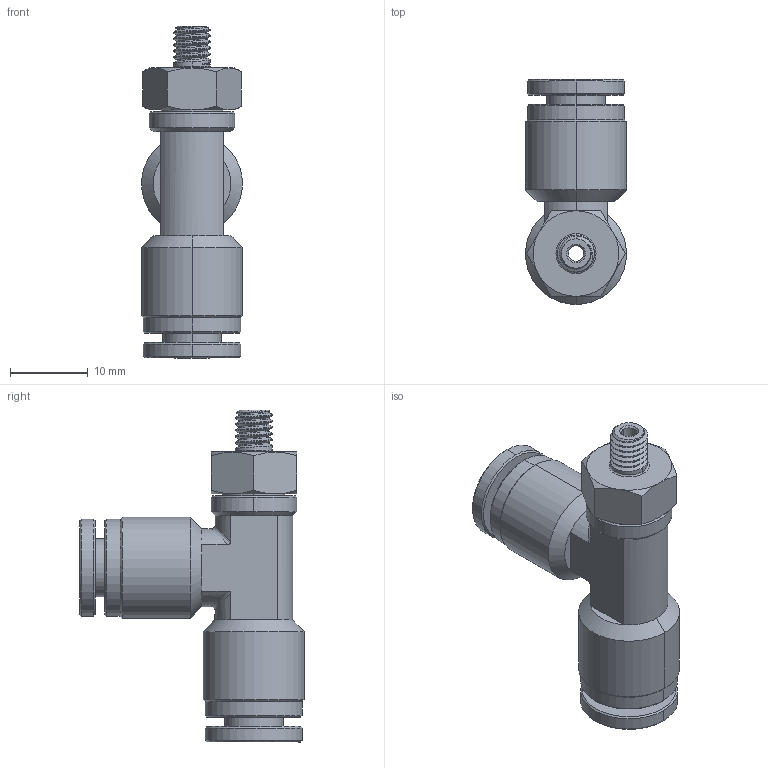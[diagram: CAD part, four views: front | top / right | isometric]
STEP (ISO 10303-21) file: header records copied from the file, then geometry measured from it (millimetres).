
FILE_DESCRIPTION (( 'STEP AP214' ), '1' );
FILE_NAME ('RTS1-4-10-32W.STEP', '2018-07-26T16:52:28', ( '' ), ( '' ), 'SwSTEP 2.0', 'SolidWorks 2016', '' );
FILE_SCHEMA (( 'AUTOMOTIVE_DESIGN' ));
Length unit declared in the file: millimetre
Products named in the file (1): RTS1-4-10-32W
Bounding box: 13 x 28.91 x 42.69 mm (x, y, z)
Volume: 3862.4 mm3; surface area: 6862.8 mm2
Topology: 12 solids, 12 shells, 745 faces, 1985 edges, 1281 vertices
Faces by surface type: plane 253, cone 244, cylinder 162, bspline 80, torus 6
Entity records: 34521 total; most frequent: CARTESIAN_POINT 8850, ORIENTED_EDGE 3970, DIRECTION 3236, EDGE_CURVE 1985, AXIS2_PLACEMENT_3D 1329, VERTEX_POINT 1281, EDGE_LOOP 788, UNCERTAINTY_MEASURE_WITH_UNIT 759
